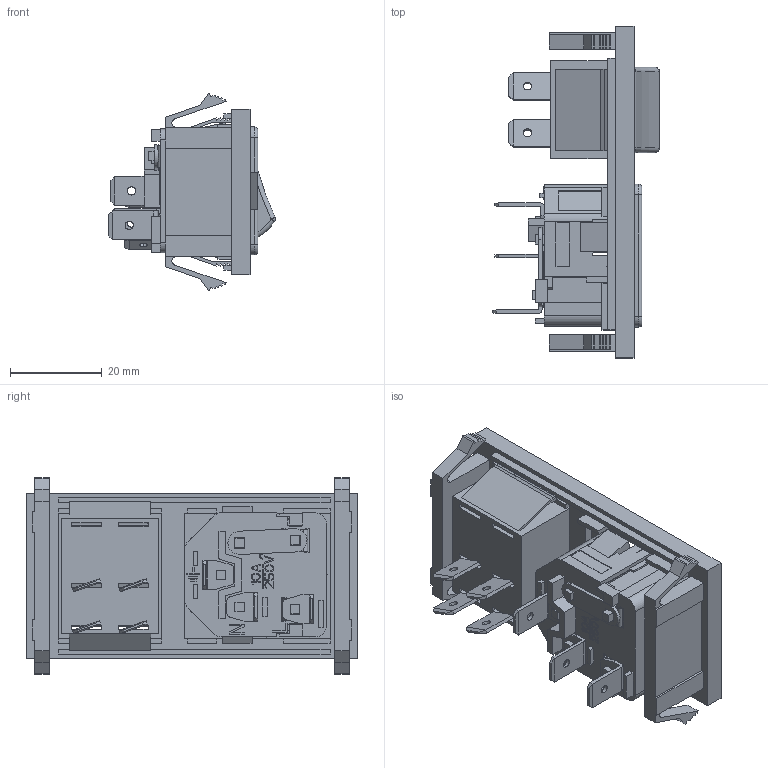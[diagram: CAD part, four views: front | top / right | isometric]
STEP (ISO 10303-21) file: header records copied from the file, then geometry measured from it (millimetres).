
FILE_DESCRIPTION (( 'STEP AP214' ), '1' );
FILE_NAME ('ACM-C4-NXQ6R2F2-LC_3D.step', '2023-10-17T07:21:08', ( '' ), ( '' ), 'SwSTEP 2.0', 'SolidWorks 2022', '' );
FILE_SCHEMA (( 'AUTOMOTIVE_DESIGN' ));
Length unit declared in the file: millimetre
Products named in the file (1): ACM-C4-NXQ6R2F2-LC_3D
Bounding box: 36.41 x 72.31 x 42.83 mm (x, y, z)
Volume: 21190.1 mm3; surface area: 27406.4 mm2
Topology: 21 solids, 21 shells, 1690 faces, 4708 edges, 3096 vertices
Faces by surface type: plane 1477, cylinder 179, torus 16, bspline 10, sphere 8
Entity records: 53800 total; most frequent: CARTESIAN_POINT 9759, ORIENTED_EDGE 9404, DIRECTION 8468, EDGE_CURVE 4702, VECTOR 4282, LINE 4282, VERTEX_POINT 3096, AXIS2_PLACEMENT_3D 2093
